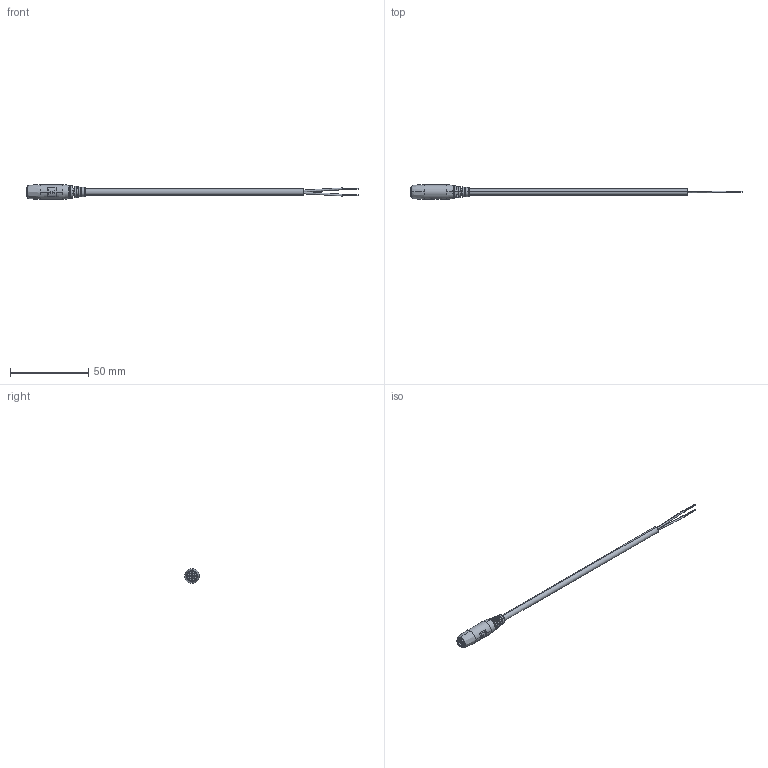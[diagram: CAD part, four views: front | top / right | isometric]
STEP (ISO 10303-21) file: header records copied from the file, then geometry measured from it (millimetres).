
FILE_DESCRIPTION (( 'STEP AP203' ), '1' );
FILE_NAME ('10-02250_revA.STEP', '2018-08-22T16:13:21', ( '' ), ( '' ), 'SwSTEP 2.0', 'SolidWorks 2015', '' );
FILE_SCHEMA (( 'CONFIG_CONTROL_DESIGN' ));
Length unit declared in the file: millimetre
Products named in the file (8): 50-00057; 30-00692_s+t 10 mm; 50-00057 insulator; 50-00057 shell; 10-02250_revA; 24-00184; 50-00057 pin; 50-00057 contact
Assembly tree (7 placements, depth 3):
  10-02250_revA
    30-00692_s+t 10 mm
    24-00184
    50-00057
      50-00057 contact
      50-00057 insulator
      50-00057 pin
      50-00057 shell
Bounding box: 212.54 x 9.4 x 9.4 mm (x, y, z)
Volume: 3717.8 mm3; surface area: 10230.9 mm2
Topology: 32 solids, 32 shells, 491 faces, 1114 edges, 723 vertices
Faces by surface type: cylinder 210, plane 142, bspline 96, torus 26, cone 17
Entity records: 17906 total; most frequent: CARTESIAN_POINT 6273, DIRECTION 2213, ORIENTED_EDGE 2212, EDGE_CURVE 1106, AXIS2_PLACEMENT_3D 960, VERTEX_POINT 723, EDGE_LOOP 591, CIRCLE 554
